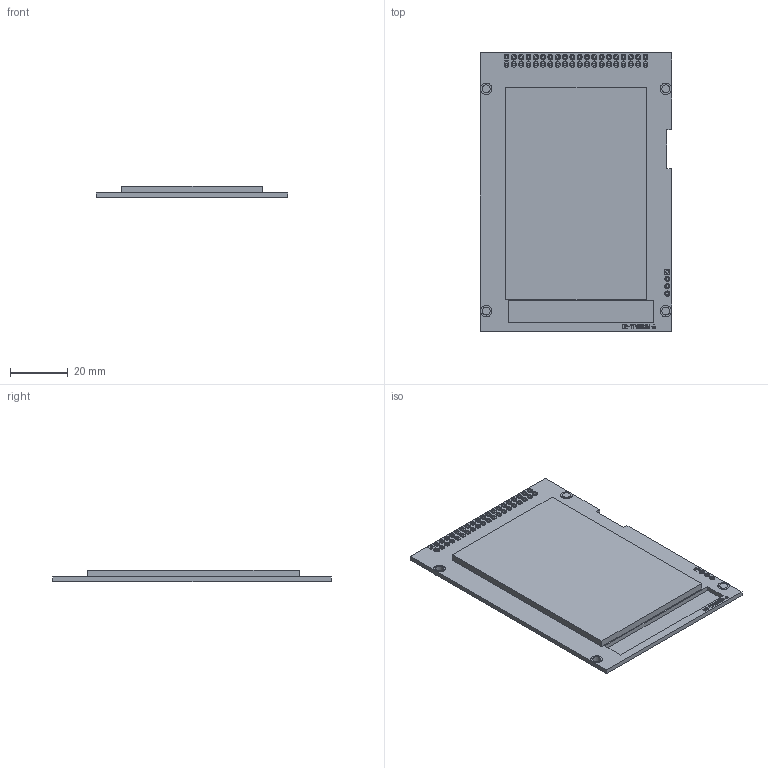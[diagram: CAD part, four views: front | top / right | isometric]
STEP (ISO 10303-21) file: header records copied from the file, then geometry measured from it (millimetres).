
FILE_DESCRIPTION(/* description */ ('STEP AP242','CAx-IF Rec.Pracs.---Representation and Presentation of Product Manufacturing Information (PMI)---4.0---2014-10-13','CAx-IF Rec.Pracs.---3D Tessellated Geometry---0.4---2014-09-14','2;1'),/* implementation_level */ '2;1');
FILE_NAME(/* name */ '643c22685dc4f40dfef7f621',/* time_stamp */ '2023-04-16T16:29:29+00:00',/* author */ (''),/* organization */ (''),/* preprocessor_version */ 'ST-DEVELOPER v18.102',/* originating_system */ ' ',/* authorisation */ ' ');
FILE_SCHEMA (('AP242_MANAGED_MODEL_BASED_3D_ENGINEERING_MIM_LF { 1 0 10303 442 1 1 4 }'));
Length unit declared in the file: metre
Products named in the file (1): 35-6-1
Bounding box: 66.4 x 96.7 x 4.05 mm (x, y, z)
Volume: 17989.9 mm3; surface area: 21965.6 mm2
Topology: 1 solids, 20 shells, 1032 faces, 2456 edges, 1632 vertices
Faces by surface type: plane 699, cylinder 221, bspline 112
Full cylindrical faces by diameter (mm): 1 x44, 1.8 x6, 2.8 x4, 4 x8
Entity records: 36469 total; most frequent: CARTESIAN_POINT 10170, ORIENTED_EDGE 4750, DIRECTION 4297, EDGE_CURVE 2375, LINE 1707, VECTOR 1707, VERTEX_POINT 1624, AXIS2_PLACEMENT_3D 1295
